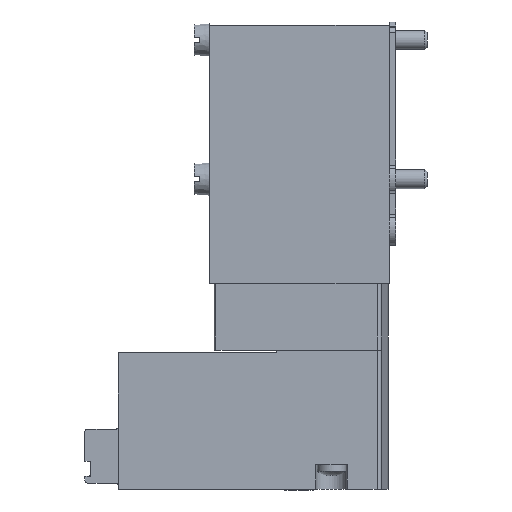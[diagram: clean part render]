
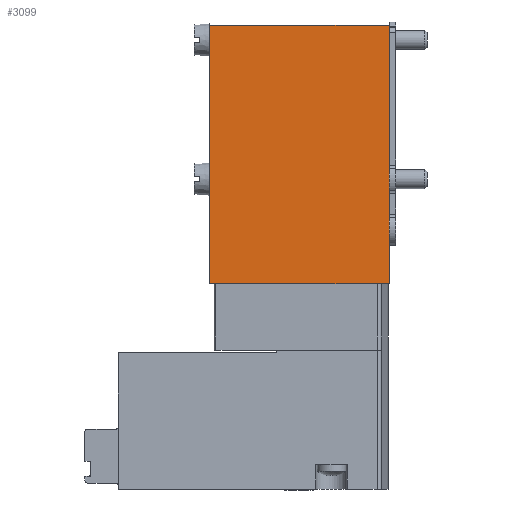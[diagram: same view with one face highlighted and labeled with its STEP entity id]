
A CAD part, left-side view. The second image highlights one B-rep face of the part: STEP entity #3099.
In plain terms, the highlighted planar face has unit normal (-1, 0, 0).
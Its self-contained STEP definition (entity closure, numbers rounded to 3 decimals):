
#175=LINE('',#5184,#432);
#178=LINE('',#5190,#435);
#179=LINE('',#5192,#436);
#180=LINE('',#5194,#437);
#432=VECTOR('',#4205,1000.);
#435=VECTOR('',#4210,1000.);
#436=VECTOR('',#4211,1000.);
#437=VECTOR('',#4212,1000.);
#707=ORIENTED_EDGE('',*,*,#1551,.T.);
#708=ORIENTED_EDGE('',*,*,#1552,.F.);
#709=ORIENTED_EDGE('',*,*,#1553,.F.);
#710=ORIENTED_EDGE('',*,*,#1548,.T.);
#1548=EDGE_CURVE('',#1971,#1970,#175,.T.);
#1551=EDGE_CURVE('',#1970,#1973,#178,.T.);
#1552=EDGE_CURVE('',#1974,#1973,#179,.T.);
#1553=EDGE_CURVE('',#1971,#1974,#180,.T.);
#1970=VERTEX_POINT('',#5183);
#1971=VERTEX_POINT('',#5185);
#1973=VERTEX_POINT('',#5191);
#1974=VERTEX_POINT('',#5193);
#2400=EDGE_LOOP('',(#707,#708,#709,#710));
#2689=FACE_BOUND('',#2400,.T.);
#2979=PLANE('',#3820);
#3099=ADVANCED_FACE('',(#2689),#2979,.F.);
#3820=AXIS2_PLACEMENT_3D('',#5189,#4208,#4209);
#4205=DIRECTION('',(0.,-1.,0.));
#4208=DIRECTION('',(1.,0.,0.));
#4209=DIRECTION('',(0.,0.,-1.));
#4210=DIRECTION('',(0.,0.,1.));
#4211=DIRECTION('',(0.,-1.,0.));
#4212=DIRECTION('',(0.,0.,1.));
#5183=CARTESIAN_POINT('',(-7.,0.,-27.3));
#5184=CARTESIAN_POINT('',(-7.,19.,-27.3));
#5185=CARTESIAN_POINT('',(-7.,19.,-27.3));
#5189=CARTESIAN_POINT('',(-7.,19.,-27.3));
#5190=CARTESIAN_POINT('',(-7.,0.,-27.3));
#5191=CARTESIAN_POINT('',(-7.,0.,0.));
#5192=CARTESIAN_POINT('',(-7.,19.,0.));
#5193=CARTESIAN_POINT('',(-7.,19.,0.));
#5194=CARTESIAN_POINT('',(-7.,19.,-27.3));
